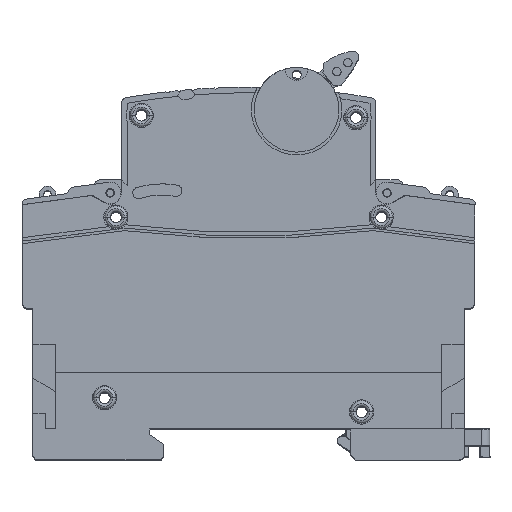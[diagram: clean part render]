
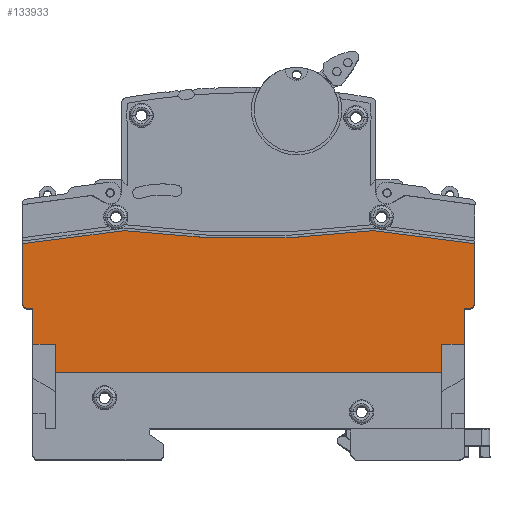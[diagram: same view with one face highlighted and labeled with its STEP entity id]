
A CAD part, top view. The second image highlights one B-rep face of the part: STEP entity #133933.
In plain terms, the highlighted planar face has unit normal (0, 0, 1).
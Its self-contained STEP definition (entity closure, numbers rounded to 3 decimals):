
#380 = CARTESIAN_POINT ( 'NONE',  ( 1.8, 212.757, 4.2 ) ) ;
#401 = DIRECTION ( 'NONE',  ( 0., 0., 1. ) ) ;
#882 = ORIENTED_EDGE ( 'NONE', *, *, #77517, .F. ) ;
#3113 = CARTESIAN_POINT ( 'NONE',  ( 80., 38.3, 4.2 ) ) ;
#3515 = VECTOR ( 'NONE', #12637, 1000. ) ;
#4586 = DIRECTION ( 'NONE',  ( 0., -1., 0. ) ) ;
#4696 = CARTESIAN_POINT ( 'NONE',  ( 40., 20.5, 4.2 ) ) ;
#7188 = CARTESIAN_POINT ( 'NONE',  ( 5.8, 15.5, 4.2 ) ) ;
#7242 = LINE ( 'NONE', #84846, #98645 ) ;
#7869 = AXIS2_PLACEMENT_3D ( 'NONE', #137567, #93553, #90598 ) ;
#7906 = VERTEX_POINT ( 'NONE', #101101 ) ;
#9692 = DIRECTION ( 'NONE',  ( 1., 0., 0. ) ) ;
#10203 = VECTOR ( 'NONE', #45897, 1000. ) ;
#12637 = DIRECTION ( 'NONE',  ( 0., 1., 0. ) ) ;
#13320 = CARTESIAN_POINT ( 'NONE',  ( 17.972, 40.596, 4.2 ) ) ;
#13331 = CARTESIAN_POINT ( 'NONE',  ( 80., 15.5, 4.2 ) ) ;
#13364 = EDGE_CURVE ( 'NONE', #26294, #77244, #69480, .T. ) ;
#13995 = CARTESIAN_POINT ( 'NONE',  ( 1.8, 26.8, 4.2 ) ) ;
#14696 = EDGE_CURVE ( 'NONE', #138893, #77244, #105345, .T. ) ;
#14711 = ORIENTED_EDGE ( 'NONE', *, *, #45105, .T. ) ;
#16764 = CARTESIAN_POINT ( 'NONE',  ( 78.2, 26.8, 4.2 ) ) ;
#20975 = LINE ( 'NONE', #100101, #119469 ) ;
#22509 = DIRECTION ( 'NONE',  ( 1., 0., 0. ) ) ;
#22769 = CARTESIAN_POINT ( 'NONE',  ( 62., 40.378, 4.2 ) ) ;
#22854 = VERTEX_POINT ( 'NONE', #58431 ) ;
#23232 = CARTESIAN_POINT ( 'NONE',  ( 40., 212.757, 4.2 ) ) ;
#23246 = CARTESIAN_POINT ( 'NONE',  ( 79., 27.8, 4.2 ) ) ;
#24057 = ORIENTED_EDGE ( 'NONE', *, *, #141775, .T. ) ;
#25271 = LINE ( 'NONE', #69342, #3515 ) ;
#26284 = DIRECTION ( 'NONE',  ( 1., 0., 0. ) ) ;
#26294 = VERTEX_POINT ( 'NONE', #49969 ) ;
#29555 = CIRCLE ( 'NONE', #41527, 0.22 ) ;
#31193 = VECTOR ( 'NONE', #4586, 1000. ) ;
#31706 = VERTEX_POINT ( 'NONE', #16764 ) ;
#31884 = LINE ( 'NONE', #41666, #42956 ) ;
#32509 = LINE ( 'NONE', #89985, #141404 ) ;
#32616 = DIRECTION ( 'NONE',  ( 0., 1., 0. ) ) ;
#32674 = CIRCLE ( 'NONE', #63755, 1. ) ;
#35718 = ORIENTED_EDGE ( 'NONE', *, *, #117617, .F. ) ;
#35762 = AXIS2_PLACEMENT_3D ( 'NONE', #23232, #59797, #70267 ) ;
#38700 = CARTESIAN_POINT ( 'NONE',  ( 5.8, 20.5, 4.2 ) ) ;
#41527 = AXIS2_PLACEMENT_3D ( 'NONE', #22769, #401, #45922 ) ;
#41666 = CARTESIAN_POINT ( 'NONE',  ( 74.2, 212.757, 4.2 ) ) ;
#41994 = ORIENTED_EDGE ( 'NONE', *, *, #14696, .F. ) ;
#42383 = CIRCLE ( 'NONE', #104369, 0.22 ) ;
#42590 = VERTEX_POINT ( 'NONE', #7188 ) ;
#42956 = VECTOR ( 'NONE', #32616, 1000. ) ;
#43717 = VECTOR ( 'NONE', #147065, 1000. ) ;
#44412 = EDGE_LOOP ( 'NONE', ( #90464, #119349, #65016, #52179, #882, #47144, #41994, #71387, #14711, #62623, #147623, #123549, #35718, #62989, #55077, #65074, #122084, #24057 ) ) ;
#45105 = EDGE_CURVE ( 'NONE', #22854, #81505, #29555, .T. ) ;
#45398 = DIRECTION ( 'NONE',  ( 0., 0., 1. ) ) ;
#45897 = DIRECTION ( 'NONE',  ( 0., 1., 0. ) ) ;
#45922 = DIRECTION ( 'NONE',  ( 1., 0., 0. ) ) ;
#47144 = ORIENTED_EDGE ( 'NONE', *, *, #13364, .T. ) ;
#47873 = EDGE_CURVE ( 'NONE', #132810, #81505, #57918, .T. ) ;
#48960 = EDGE_CURVE ( 'NONE', #135573, #142479, #55063, .T. ) ;
#49969 = CARTESIAN_POINT ( 'NONE',  ( 79., 26.8, 4.2 ) ) ;
#51151 = VECTOR ( 'NONE', #123593, 1000. ) ;
#52179 = ORIENTED_EDGE ( 'NONE', *, *, #124983, .T. ) ;
#55063 = LINE ( 'NONE', #100567, #124730 ) ;
#55077 = ORIENTED_EDGE ( 'NONE', *, *, #99733, .T. ) ;
#55125 = AXIS2_PLACEMENT_3D ( 'NONE', #23246, #103859, #22509 ) ;
#57918 = CIRCLE ( 'NONE', #7869, 173.557 ) ;
#58431 = CARTESIAN_POINT ( 'NONE',  ( 62.028, 40.596, 4.2 ) ) ;
#59196 = CARTESIAN_POINT ( 'NONE',  ( 80., 27.8, 4.2 ) ) ;
#59797 = DIRECTION ( 'NONE',  ( 0., 0., 1. ) ) ;
#60039 = CARTESIAN_POINT ( 'NONE',  ( 80., 38.3, 4.2 ) ) ;
#62623 = ORIENTED_EDGE ( 'NONE', *, *, #47873, .F. ) ;
#62989 = ORIENTED_EDGE ( 'NONE', *, *, #108381, .T. ) ;
#63755 = AXIS2_PLACEMENT_3D ( 'NONE', #90897, #45398, #123724 ) ;
#64239 = VECTOR ( 'NONE', #78419, 1000. ) ;
#65016 = ORIENTED_EDGE ( 'NONE', *, *, #48960, .T. ) ;
#65074 = ORIENTED_EDGE ( 'NONE', *, *, #79887, .F. ) ;
#66269 = DIRECTION ( 'NONE',  ( 1., 0., 0. ) ) ;
#67015 = VERTEX_POINT ( 'NONE', #111978 ) ;
#69342 = CARTESIAN_POINT ( 'NONE',  ( 0., 38.3, 4.2 ) ) ;
#69480 = CIRCLE ( 'NONE', #55125, 1. ) ;
#70267 = DIRECTION ( 'NONE',  ( -1., 0., 0. ) ) ;
#71012 = CARTESIAN_POINT ( 'NONE',  ( 74.2, 15.5, 4.2 ) ) ;
#71387 = ORIENTED_EDGE ( 'NONE', *, *, #74750, .F. ) ;
#73087 = VECTOR ( 'NONE', #98779, 1000. ) ;
#73479 = CARTESIAN_POINT ( 'NONE',  ( 0., 27.8, 4.2 ) ) ;
#74750 = EDGE_CURVE ( 'NONE', #22854, #138893, #79142, .T. ) ;
#77244 = VERTEX_POINT ( 'NONE', #59196 ) ;
#77517 = EDGE_CURVE ( 'NONE', #26294, #31706, #20975, .T. ) ;
#78419 = DIRECTION ( 'NONE',  ( 0.992, -0.127, 0. ) ) ;
#79101 = CARTESIAN_POINT ( 'NONE',  ( 18.028, 40.596, 4.2 ) ) ;
#79142 = LINE ( 'NONE', #123862, #64239 ) ;
#79887 = EDGE_CURVE ( 'NONE', #67015, #120895, #102597, .T. ) ;
#81505 = VERTEX_POINT ( 'NONE', #137278 ) ;
#84600 = EDGE_CURVE ( 'NONE', #107211, #42590, #101597, .T. ) ;
#84846 = CARTESIAN_POINT ( 'NONE',  ( 18., 40.6, 4.2 ) ) ;
#89985 = CARTESIAN_POINT ( 'NONE',  ( 78.2, 212.757, 4.2 ) ) ;
#90464 = ORIENTED_EDGE ( 'NONE', *, *, #84600, .F. ) ;
#90598 = DIRECTION ( 'NONE',  ( -1., 0., 0. ) ) ;
#90706 = DIRECTION ( 'NONE',  ( 0., 1., 0. ) ) ;
#90897 = CARTESIAN_POINT ( 'NONE',  ( 1., 27.8, 4.2 ) ) ;
#91128 = FACE_OUTER_BOUND ( 'NONE', #44412, .T. ) ;
#93553 = DIRECTION ( 'NONE',  ( 0., 0., 1. ) ) ;
#97137 = CARTESIAN_POINT ( 'NONE',  ( 74.2, 20.5, 4.2 ) ) ;
#98024 = CARTESIAN_POINT ( 'NONE',  ( 5.8, 212.757, 4.2 ) ) ;
#98182 = VERTEX_POINT ( 'NONE', #13320 ) ;
#98645 = VECTOR ( 'NONE', #122078, 1000. ) ;
#98779 = DIRECTION ( 'NONE',  ( 0., -1., 0. ) ) ;
#99733 = EDGE_CURVE ( 'NONE', #102307, #120895, #99804, .T. ) ;
#99804 = LINE ( 'NONE', #110247, #51151 ) ;
#99991 = DIRECTION ( 'NONE',  ( 0., 0., 1. ) ) ;
#100101 = CARTESIAN_POINT ( 'NONE',  ( 40., 26.8, 4.2 ) ) ;
#100567 = CARTESIAN_POINT ( 'NONE',  ( 40., 20.5, 4.2 ) ) ;
#101101 = CARTESIAN_POINT ( 'NONE',  ( 0., 38.3, 4.2 ) ) ;
#101597 = LINE ( 'NONE', #13331, #43717 ) ;
#102307 = VERTEX_POINT ( 'NONE', #128894 ) ;
#102597 = LINE ( 'NONE', #380, #10203 ) ;
#103859 = DIRECTION ( 'NONE',  ( 0., 0., 1. ) ) ;
#104369 = AXIS2_PLACEMENT_3D ( 'NONE', #109706, #99991, #9692 ) ;
#105345 = LINE ( 'NONE', #3113, #31193 ) ;
#106921 = LINE ( 'NONE', #4696, #125601 ) ;
#107211 = VERTEX_POINT ( 'NONE', #71012 ) ;
#108381 = EDGE_CURVE ( 'NONE', #119777, #102307, #32674, .T. ) ;
#109706 = CARTESIAN_POINT ( 'NONE',  ( 18., 40.378, 4.2 ) ) ;
#110247 = CARTESIAN_POINT ( 'NONE',  ( 40., 26.8, 4.2 ) ) ;
#110577 = DIRECTION ( 'NONE',  ( -1., 0., 0. ) ) ;
#111978 = CARTESIAN_POINT ( 'NONE',  ( 1.8, 20.5, 4.2 ) ) ;
#117617 = EDGE_CURVE ( 'NONE', #119777, #7906, #25271, .T. ) ;
#119349 = ORIENTED_EDGE ( 'NONE', *, *, #132053, .T. ) ;
#119469 = VECTOR ( 'NONE', #110577, 1000. ) ;
#119777 = VERTEX_POINT ( 'NONE', #73479 ) ;
#120895 = VERTEX_POINT ( 'NONE', #13995 ) ;
#122078 = DIRECTION ( 'NONE',  ( 0.992, 0.127, 0. ) ) ;
#122084 = ORIENTED_EDGE ( 'NONE', *, *, #129929, .T. ) ;
#123549 = ORIENTED_EDGE ( 'NONE', *, *, #124813, .F. ) ;
#123593 = DIRECTION ( 'NONE',  ( 1., 0., 0. ) ) ;
#123724 = DIRECTION ( 'NONE',  ( 1., 0., 0. ) ) ;
#123862 = CARTESIAN_POINT ( 'NONE',  ( 80., 38.3, 4.2 ) ) ;
#124730 = VECTOR ( 'NONE', #66269, 1000. ) ;
#124813 = EDGE_CURVE ( 'NONE', #7906, #98182, #7242, .T. ) ;
#124983 = EDGE_CURVE ( 'NONE', #142479, #31706, #32509, .T. ) ;
#125601 = VECTOR ( 'NONE', #26284, 1000. ) ;
#128775 = CARTESIAN_POINT ( 'NONE',  ( 78.2, 20.5, 4.2 ) ) ;
#128894 = CARTESIAN_POINT ( 'NONE',  ( 1., 26.8, 4.2 ) ) ;
#129929 = EDGE_CURVE ( 'NONE', #67015, #138708, #106921, .T. ) ;
#130598 = EDGE_CURVE ( 'NONE', #132810, #98182, #42383, .T. ) ;
#132053 = EDGE_CURVE ( 'NONE', #107211, #135573, #31884, .T. ) ;
#132810 = VERTEX_POINT ( 'NONE', #79101 ) ;
#133031 = LINE ( 'NONE', #98024, #73087 ) ;
#133933 = ADVANCED_FACE ( 'NONE', ( #91128 ), #138829, .T. ) ;
#135573 = VERTEX_POINT ( 'NONE', #97137 ) ;
#137278 = CARTESIAN_POINT ( 'NONE',  ( 61.972, 40.596, 4.2 ) ) ;
#137567 = CARTESIAN_POINT ( 'NONE',  ( 40., 212.757, 4.2 ) ) ;
#138708 = VERTEX_POINT ( 'NONE', #38700 ) ;
#138829 = PLANE ( 'NONE',  #35762 ) ;
#138893 = VERTEX_POINT ( 'NONE', #60039 ) ;
#141404 = VECTOR ( 'NONE', #90706, 1000. ) ;
#141775 = EDGE_CURVE ( 'NONE', #138708, #42590, #133031, .T. ) ;
#142479 = VERTEX_POINT ( 'NONE', #128775 ) ;
#147065 = DIRECTION ( 'NONE',  ( -1., 0., 0. ) ) ;
#147623 = ORIENTED_EDGE ( 'NONE', *, *, #130598, .T. ) ;
